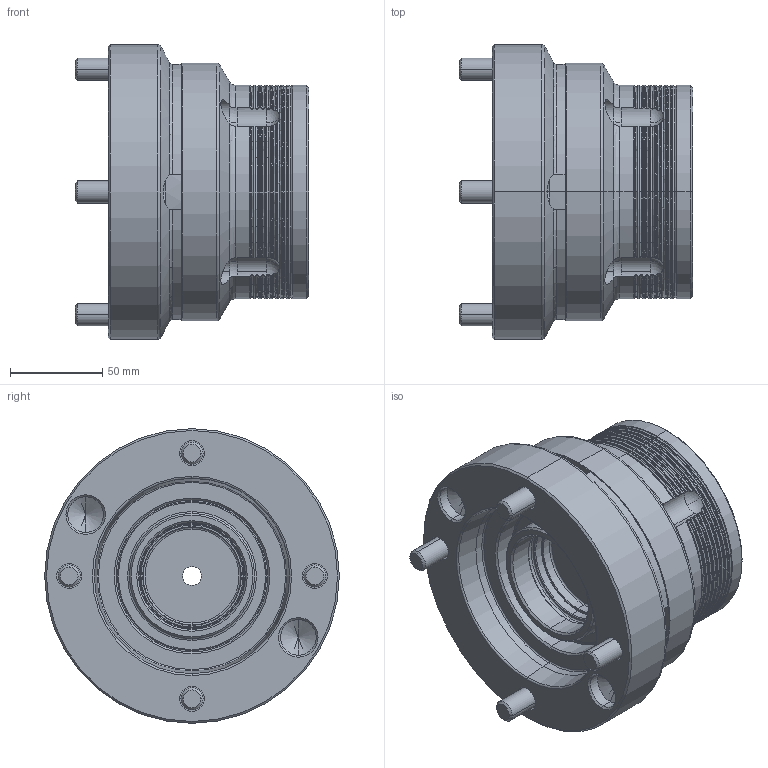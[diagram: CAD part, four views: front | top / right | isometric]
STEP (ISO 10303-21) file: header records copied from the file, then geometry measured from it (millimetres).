
FILE_DESCRIPTION (( 'STEP AP203' ), '1' );
FILE_NAME ('CF-CBD-52A6.STEP', '2020-10-28T07:51:59', ( '' ), ( '' ), 'SwSTEP 2.0', 'SolidWorks 2016', '' );
FILE_SCHEMA (( 'CONFIG_CONTROL_DESIGN' ));
Length unit declared in the file: millimetre
Products named in the file (8): 圓頭內六角螺栓_M12x35; CF-CBD-52A6; CF-CBD-52-01000; CF-CBD-52-02000; CF-CBD-52-03000; CF-CBD-52-04000; CF-CBE-52-05000; CF-CBE-52A6-01000
Assembly tree (10 placements, depth 2):
  CF-CBD-52A6
    CF-CBD-52-01000
    CF-CBD-52-02000
    CF-CBD-52-03000
    CF-CBD-52-04000
    CF-CBE-52-05000
    CF-CBE-52A6-01000
    圓頭內六角螺栓_M12x35  x4
Bounding box: 127 x 160 x 160 mm (x, y, z)
Volume: 1110269.8 mm3; surface area: 248672.2 mm2
Topology: 10 solids, 10 shells, 615 faces, 1511 edges, 929 vertices
Faces by surface type: cylinder 202, cone 179, plane 115, torus 103, sphere 16
Entity records: 18153 total; most frequent: CARTESIAN_POINT 4334, DIRECTION 2873, ORIENTED_EDGE 2658, EDGE_CURVE 1329, AXIS2_PLACEMENT_3D 1269, VERTEX_POINT 830, CIRCLE 716, EDGE_LOOP 595
